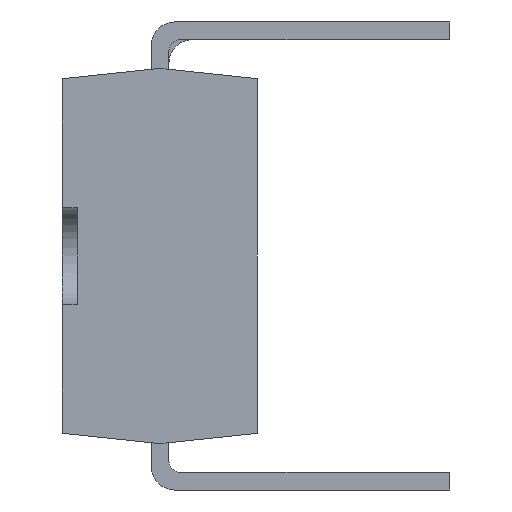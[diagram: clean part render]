
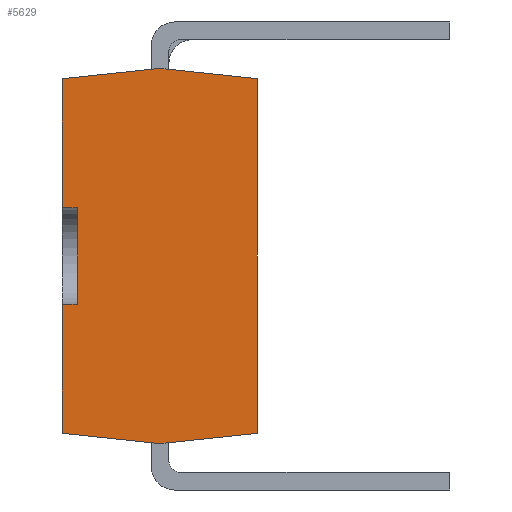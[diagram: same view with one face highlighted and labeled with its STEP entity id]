
A CAD part, left-side view. The second image highlights one B-rep face of the part: STEP entity #5629.
In plain terms, the highlighted planar face has unit normal (-1, 0, 0).
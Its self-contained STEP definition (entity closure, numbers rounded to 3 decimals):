
#52=PLANE('',#5981);
#302=FACE_OUTER_BOUND('',#620,.T.);
#620=EDGE_LOOP('',(#3884,#3885,#3886,#3887,#3888,#3889,#3890,#3891,#3892,
#3893));
#936=LINE('',#8055,#1638);
#937=LINE('',#8058,#1639);
#938=LINE('',#8060,#1640);
#939=LINE('',#8063,#1641);
#940=LINE('',#8065,#1642);
#941=LINE('',#8067,#1643);
#942=LINE('',#8069,#1644);
#943=LINE('',#8071,#1645);
#944=LINE('',#8073,#1646);
#945=LINE('',#8074,#1647);
#1638=VECTOR('',#6439,10.);
#1639=VECTOR('',#6442,10.);
#1640=VECTOR('',#6445,10.);
#1641=VECTOR('',#6448,10.);
#1642=VECTOR('',#6449,10.);
#1643=VECTOR('',#6450,10.);
#1644=VECTOR('',#6451,10.);
#1645=VECTOR('',#6452,10.);
#1646=VECTOR('',#6453,10.);
#1647=VECTOR('',#6454,10.);
#2478=VERTEX_POINT('',#8051);
#2479=VERTEX_POINT('',#8052);
#2480=VERTEX_POINT('',#8054);
#2481=VERTEX_POINT('',#8056);
#2482=VERTEX_POINT('',#8062);
#2483=VERTEX_POINT('',#8064);
#2484=VERTEX_POINT('',#8066);
#2485=VERTEX_POINT('',#8068);
#2486=VERTEX_POINT('',#8070);
#2487=VERTEX_POINT('',#8072);
#3039=EDGE_CURVE('',#2480,#2478,#936,.T.);
#3041=EDGE_CURVE('',#2479,#2481,#937,.T.);
#3042=EDGE_CURVE('',#2481,#2480,#938,.T.);
#3043=EDGE_CURVE('',#2482,#2478,#939,.T.);
#3044=EDGE_CURVE('',#2482,#2483,#940,.T.);
#3045=EDGE_CURVE('',#2484,#2483,#941,.T.);
#3046=EDGE_CURVE('',#2484,#2485,#942,.T.);
#3047=EDGE_CURVE('',#2485,#2486,#943,.T.);
#3048=EDGE_CURVE('',#2487,#2486,#944,.T.);
#3049=EDGE_CURVE('',#2479,#2487,#945,.T.);
#3884=ORIENTED_EDGE('',*,*,#3041,.T.);
#3885=ORIENTED_EDGE('',*,*,#3042,.T.);
#3886=ORIENTED_EDGE('',*,*,#3039,.T.);
#3887=ORIENTED_EDGE('',*,*,#3043,.F.);
#3888=ORIENTED_EDGE('',*,*,#3044,.T.);
#3889=ORIENTED_EDGE('',*,*,#3045,.F.);
#3890=ORIENTED_EDGE('',*,*,#3046,.T.);
#3891=ORIENTED_EDGE('',*,*,#3047,.T.);
#3892=ORIENTED_EDGE('',*,*,#3048,.F.);
#3893=ORIENTED_EDGE('',*,*,#3049,.F.);
#5629=ADVANCED_FACE('',(#302),#52,.F.);
#5981=AXIS2_PLACEMENT_3D('',#8061,#6446,#6447);
#6439=DIRECTION('',(0.,1.,0.));
#6442=DIRECTION('',(0.,-1.,0.));
#6445=DIRECTION('',(0.,0.,-1.));
#6446=DIRECTION('center_axis',(1.,0.,0.));
#6447=DIRECTION('ref_axis',(0.,0.,-1.));
#6448=DIRECTION('',(0.,0.,1.));
#6449=DIRECTION('',(0.,-0.994,-0.105));
#6450=DIRECTION('',(0.,0.994,-0.105));
#6451=DIRECTION('',(0.,0.,1.));
#6452=DIRECTION('',(0.,0.994,0.105));
#6453=DIRECTION('',(0.,-0.994,0.105));
#6454=DIRECTION('',(0.,0.,1.));
#8051=CARTESIAN_POINT('',(-11.25,4.55,-0.82));
#8052=CARTESIAN_POINT('',(-11.25,4.55,0.82));
#8054=CARTESIAN_POINT('',(-11.25,4.3,-0.82));
#8055=CARTESIAN_POINT('',(-11.25,4.55,-0.82));
#8056=CARTESIAN_POINT('',(-11.25,4.3,0.82));
#8058=CARTESIAN_POINT('',(-11.25,4.55,0.82));
#8060=CARTESIAN_POINT('',(-11.25,4.3,0.));
#8061=CARTESIAN_POINT('Origin',(-11.25,2.9,0.));
#8062=CARTESIAN_POINT('',(-11.25,4.55,-3.));
#8063=CARTESIAN_POINT('',(-11.25,4.55,0.));
#8064=CARTESIAN_POINT('',(-11.25,2.9,-3.175));
#8065=CARTESIAN_POINT('',(-11.25,4.55,-3.));
#8066=CARTESIAN_POINT('',(-11.25,1.25,-3.));
#8067=CARTESIAN_POINT('',(-11.25,1.25,-3.));
#8068=CARTESIAN_POINT('',(-11.25,1.25,3.));
#8069=CARTESIAN_POINT('',(-11.25,1.25,0.));
#8070=CARTESIAN_POINT('',(-11.25,2.9,3.175));
#8071=CARTESIAN_POINT('',(-11.25,1.25,3.));
#8072=CARTESIAN_POINT('',(-11.25,4.55,3.));
#8073=CARTESIAN_POINT('',(-11.25,4.55,3.));
#8074=CARTESIAN_POINT('',(-11.25,4.55,0.));
